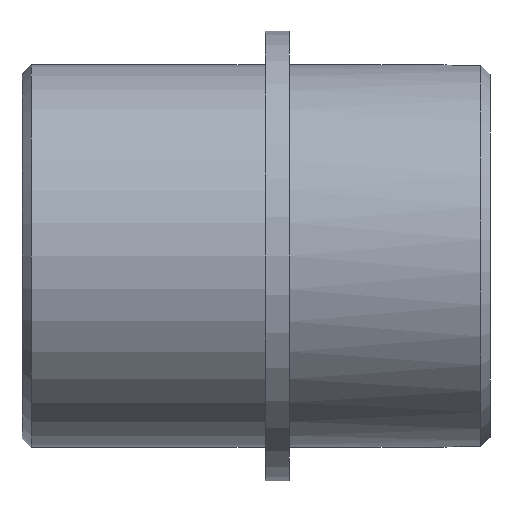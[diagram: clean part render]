
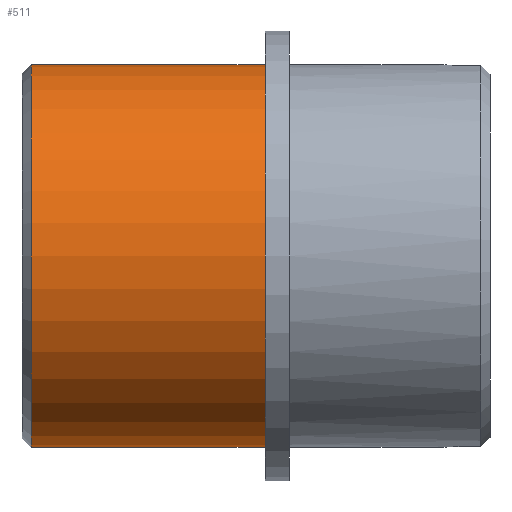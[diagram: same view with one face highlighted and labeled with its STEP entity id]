
A CAD part, front view. The second image highlights one B-rep face of the part: STEP entity #511.
In plain terms, the highlighted cylindrical face has radius 31.5 mm (diameter 63 mm), a partial arc.
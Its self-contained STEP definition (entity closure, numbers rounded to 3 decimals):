
#82 = CARTESIAN_POINT ( 'NONE',  ( 40., 0., -31.5 ) ) ;
#88 = CARTESIAN_POINT ( 'NONE',  ( 1.5, 0., -31.5 ) ) ;
#89 = CARTESIAN_POINT ( 'NONE',  ( 1.5, 0., 31.5 ) ) ;
#94 = CARTESIAN_POINT ( 'NONE',  ( 40., 0., 31.5 ) ) ;
#219 = CARTESIAN_POINT ( 'NONE',  ( 0., 0., 0. ) ) ;
#220 = DIRECTION ( 'NONE',  ( -1., 0., 0. ) ) ;
#226 = DIRECTION ( 'NONE',  ( 0., 0., 1. ) ) ;
#304 = DIRECTION ( 'NONE',  ( 0., 0., -1. ) ) ;
#305 = DIRECTION ( 'NONE',  ( 1., 0., 0. ) ) ;
#306 = CARTESIAN_POINT ( 'NONE',  ( 1.5, 0., 0. ) ) ;
#310 = DIRECTION ( 'NONE',  ( 0., 0., 1. ) ) ;
#311 = DIRECTION ( 'NONE',  ( -1., 0., 0. ) ) ;
#312 = CARTESIAN_POINT ( 'NONE',  ( 40., 0., 0. ) ) ;
#365 = EDGE_CURVE ( 'NONE', #887, #886, #868, .T. ) ;
#373 = EDGE_CURVE ( 'NONE', #880, #884, #863, .T. ) ;
#405 = AXIS2_PLACEMENT_3D ( 'NONE', #219, #220, #226 ) ;
#414 = AXIS2_PLACEMENT_3D ( 'NONE', #306, #305, #304 ) ;
#415 = AXIS2_PLACEMENT_3D ( 'NONE', #312, #311, #310 ) ;
#489 = EDGE_CURVE ( 'NONE', #887, #880, #794, .T. ) ;
#490 = EDGE_CURVE ( 'NONE', #884, #886, #793, .T. ) ;
#511 = ADVANCED_FACE ( 'NONE', ( #760 ), #757, .T. ) ;
#572 = CARTESIAN_POINT ( 'NONE',  ( 0., 0., 31.5 ) ) ;
#581 = DIRECTION ( 'NONE',  ( -1., 0., 0. ) ) ;
#608 = CARTESIAN_POINT ( 'NONE',  ( 0., 0., -31.5 ) ) ;
#610 = DIRECTION ( 'NONE',  ( -1., 0., 0. ) ) ;
#757 = CYLINDRICAL_SURFACE ( 'NONE', #405, 31.5 ) ;
#760 = FACE_OUTER_BOUND ( 'NONE', #950, .T. ) ;
#793 = CIRCLE ( 'NONE', #414, 31.5 ) ;
#794 = CIRCLE ( 'NONE', #415, 31.5 ) ;
#860 = VECTOR ( 'NONE', #581, 1000. ) ;
#863 = LINE ( 'NONE', #572, #860 ) ;
#866 = VECTOR ( 'NONE', #610, 1000. ) ;
#868 = LINE ( 'NONE', #608, #866 ) ;
#880 = VERTEX_POINT ( 'NONE', #94 ) ;
#884 = VERTEX_POINT ( 'NONE', #89 ) ;
#886 = VERTEX_POINT ( 'NONE', #88 ) ;
#887 = VERTEX_POINT ( 'NONE', #82 ) ;
#950 = EDGE_LOOP ( 'NONE', ( #1065, #1066, #1067, #1068 ) ) ;
#1065 = ORIENTED_EDGE ( 'NONE', *, *, #365, .F. ) ;
#1066 = ORIENTED_EDGE ( 'NONE', *, *, #489, .T. ) ;
#1067 = ORIENTED_EDGE ( 'NONE', *, *, #373, .T. ) ;
#1068 = ORIENTED_EDGE ( 'NONE', *, *, #490, .T. ) ;
